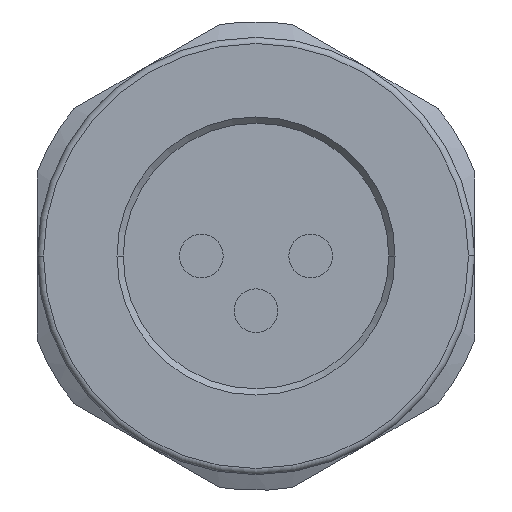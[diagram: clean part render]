
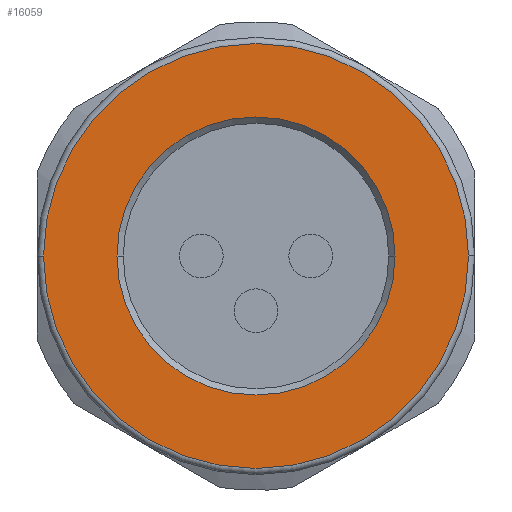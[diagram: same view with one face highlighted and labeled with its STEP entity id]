
A CAD part, front view. The second image highlights one B-rep face of the part: STEP entity #16059.
In plain terms, the highlighted planar face has unit normal (0, -1, 0).
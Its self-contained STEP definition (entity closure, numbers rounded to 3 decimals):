
#6806=CARTESIAN_POINT('',(0.,-7.25,0.));
#6807=DIRECTION('',(0.,1.,0.));
#6808=DIRECTION('',(1.,0.,0.));
#6809=AXIS2_PLACEMENT_3D('',#6806,#6807,#6808);
#6811=CARTESIAN_POINT('',(0.,-7.25,0.));
#6812=DIRECTION('',(0.,1.,0.));
#6813=DIRECTION('',(-1.,0.,0.));
#6814=AXIS2_PLACEMENT_3D('',#6811,#6812,#6813);
#6816=CARTESIAN_POINT('',(0.,-7.25,0.));
#6817=DIRECTION('',(0.,1.,0.));
#6818=DIRECTION('',(1.,0.,0.));
#6819=AXIS2_PLACEMENT_3D('',#6816,#6817,#6818);
#6821=CARTESIAN_POINT('',(0.,-7.25,0.));
#6822=DIRECTION('',(0.,1.,0.));
#6823=DIRECTION('',(-1.,0.,0.));
#6824=AXIS2_PLACEMENT_3D('',#6821,#6822,#6823);
#7064=CARTESIAN_POINT('',(6.8,-7.25,0.));
#7065=CARTESIAN_POINT('',(-6.8,-7.25,0.));
#7066=VERTEX_POINT('',#7064);
#7067=VERTEX_POINT('',#7065);
#7068=CARTESIAN_POINT('',(4.45,-7.25,0.));
#7069=CARTESIAN_POINT('',(-4.45,-7.25,0.));
#7070=VERTEX_POINT('',#7068);
#7071=VERTEX_POINT('',#7069);
#16044=CARTESIAN_POINT('',(0.,-7.25,0.));
#16045=DIRECTION('',(0.,1.,0.));
#16046=DIRECTION('',(1.,0.,0.));
#16047=AXIS2_PLACEMENT_3D('',#16044,#16045,#16046);
#16048=PLANE('',#16047);
#16049=ORIENTED_EDGE('',*,*,#16024,.T.);
#16050=ORIENTED_EDGE('',*,*,#16038,.T.);
#16051=EDGE_LOOP('',(#16049,#16050));
#16052=FACE_OUTER_BOUND('',#16051,.F.);
#16054=ORIENTED_EDGE('',*,*,#16053,.F.);
#16056=ORIENTED_EDGE('',*,*,#16055,.F.);
#16057=EDGE_LOOP('',(#16054,#16056));
#16058=FACE_BOUND('',#16057,.F.);
#6810=CIRCLE('',#6809,6.8);
#6815=CIRCLE('',#6814,6.8);
#6820=CIRCLE('',#6819,4.45);
#6825=CIRCLE('',#6824,4.45);
#16024=EDGE_CURVE('',#7066,#7067,#6810,.T.);
#16038=EDGE_CURVE('',#7067,#7066,#6815,.T.);
#16053=EDGE_CURVE('',#7070,#7071,#6820,.T.);
#16055=EDGE_CURVE('',#7071,#7070,#6825,.T.);
#16059=ADVANCED_FACE('',(#16052,#16058),#16048,.F.);
